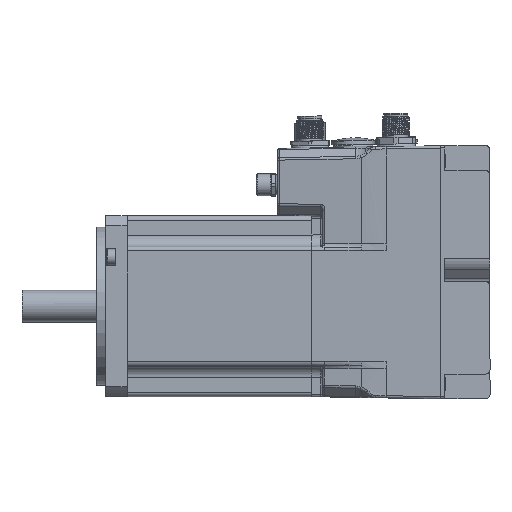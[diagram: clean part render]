
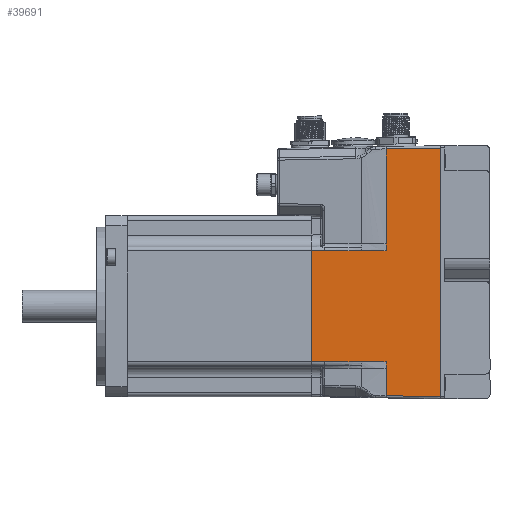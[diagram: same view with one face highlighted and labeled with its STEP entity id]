
A CAD part, left-side view. The second image highlights one B-rep face of the part: STEP entity #39691.
In plain terms, the highlighted planar face has unit normal (-1, 0.018, 0).
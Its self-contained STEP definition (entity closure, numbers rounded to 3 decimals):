
#2199=FACE_OUTER_BOUND('',#4420,.T.);
#4420=EDGE_LOOP('',(#26001,#26002,#26003,#26004,#26005,#26006,#26007,#26008,
#26009,#26010,#26011,#26012,#26013,#26014));
#6631=B_SPLINE_CURVE_WITH_KNOTS('',3,(#68008,#68009,#68010,#68011,#68012,
#68013),.UNSPECIFIED.,.F.,.F.,(4,2,4),(-43.006,-13.565,
-1.),.UNSPECIFIED.);
#9054=LINE('',#57607,#12001);
#9202=LINE('',#66836,#12149);
#9205=LINE('',#66845,#12152);
#9208=LINE('',#67221,#12155);
#9209=LINE('',#67445,#12156);
#9210=LINE('',#67969,#12157);
#9211=LINE('',#67971,#12158);
#9222=LINE('',#68015,#12169);
#9223=LINE('',#68017,#12170);
#9224=LINE('',#68019,#12171);
#9225=LINE('',#68021,#12172);
#9226=LINE('',#68022,#12173);
#9227=LINE('',#68023,#12174);
#12001=VECTOR('',#46258,10.);
#12149=VECTOR('',#46890,10.);
#12152=VECTOR('',#46901,10.);
#12155=VECTOR('',#46912,10.);
#12156=VECTOR('',#46913,10.);
#12157=VECTOR('',#46914,10.);
#12158=VECTOR('',#46915,10.);
#12169=VECTOR('',#46960,10.);
#12170=VECTOR('',#46961,10.);
#12171=VECTOR('',#46962,10.);
#12172=VECTOR('',#46963,10.);
#12173=VECTOR('',#46964,10.);
#12174=VECTOR('',#46965,10.);
#15177=VERTEX_POINT('',#57603);
#15179=VERTEX_POINT('',#57606);
#15371=VERTEX_POINT('',#66729);
#15381=VERTEX_POINT('',#66835);
#15383=VERTEX_POINT('',#66843);
#15392=VERTEX_POINT('',#67176);
#15393=VERTEX_POINT('',#67220);
#15396=VERTEX_POINT('',#67444);
#15398=VERTEX_POINT('',#67968);
#15399=VERTEX_POINT('',#67970);
#15409=VERTEX_POINT('',#68014);
#15410=VERTEX_POINT('',#68016);
#15411=VERTEX_POINT('',#68018);
#15412=VERTEX_POINT('',#68020);
#19139=EDGE_CURVE('',#15179,#15177,#9054,.F.);
#19495=EDGE_CURVE('',#15381,#15371,#9202,.T.);
#19500=EDGE_CURVE('',#15177,#15383,#9205,.T.);
#19510=EDGE_CURVE('',#15392,#15393,#9208,.T.);
#19514=EDGE_CURVE('',#15393,#15396,#9209,.T.);
#19519=EDGE_CURVE('',#15396,#15398,#9210,.T.);
#19520=EDGE_CURVE('',#15398,#15399,#9211,.T.);
#19540=EDGE_CURVE('',#15399,#15383,#6631,.T.);
#19541=EDGE_CURVE('',#15392,#15409,#9222,.T.);
#19542=EDGE_CURVE('',#15409,#15410,#9223,.T.);
#19543=EDGE_CURVE('',#15410,#15411,#9224,.T.);
#19544=EDGE_CURVE('',#15411,#15412,#9225,.T.);
#19545=EDGE_CURVE('',#15412,#15381,#9226,.T.);
#19546=EDGE_CURVE('',#15371,#15179,#9227,.T.);
#26001=ORIENTED_EDGE('',*,*,#19139,.T.);
#26002=ORIENTED_EDGE('',*,*,#19500,.T.);
#26003=ORIENTED_EDGE('',*,*,#19540,.F.);
#26004=ORIENTED_EDGE('',*,*,#19520,.F.);
#26005=ORIENTED_EDGE('',*,*,#19519,.F.);
#26006=ORIENTED_EDGE('',*,*,#19514,.F.);
#26007=ORIENTED_EDGE('',*,*,#19510,.F.);
#26008=ORIENTED_EDGE('',*,*,#19541,.T.);
#26009=ORIENTED_EDGE('',*,*,#19542,.T.);
#26010=ORIENTED_EDGE('',*,*,#19543,.T.);
#26011=ORIENTED_EDGE('',*,*,#19544,.T.);
#26012=ORIENTED_EDGE('',*,*,#19545,.T.);
#26013=ORIENTED_EDGE('',*,*,#19495,.T.);
#26014=ORIENTED_EDGE('',*,*,#19546,.T.);
#36375=PLANE('',#42163);
#39691=ADVANCED_FACE('',(#2199),#36375,.T.);
#42163=AXIS2_PLACEMENT_3D('',#68007,#46958,#46959);
#46258=DIRECTION('',(0.,0.,-1.));
#46890=DIRECTION('',(0.,0.,-1.));
#46901=DIRECTION('',(0.017,1.,-0.017));
#46912=DIRECTION('',(-0.017,-1.,0.));
#46913=DIRECTION('',(-0.017,-1.,0.));
#46914=DIRECTION('',(-0.017,-1.,0.));
#46915=DIRECTION('',(0.,0.,1.));
#46958=DIRECTION('center_axis',(-1.,0.017,0.));
#46959=DIRECTION('ref_axis',(0.,0.,
1.));
#46960=DIRECTION('',(0.,0.,-1.));
#46961=DIRECTION('',(-0.017,-1.,0.));
#46962=DIRECTION('',(-0.017,-1.,0.));
#46963=DIRECTION('',(-0.017,-1.,0.));
#46964=DIRECTION('',(0.,0.,-1.));
#46965=DIRECTION('',(-0.017,-1.,-0.017));
#57603=CARTESIAN_POINT('',(-40.995,-57.,69.995));
#57606=CARTESIAN_POINT('',(-40.995,-57.,-39.996));
#57607=CARTESIAN_POINT('',(-40.995,-57.,-46.185));
#66729=CARTESIAN_POINT('',(-40.576,-33.024,-39.577));
#66835=CARTESIAN_POINT('',(-40.576,-33.024,-27.57));
#66836=CARTESIAN_POINT('',(-40.576,-33.024,-27.57));
#66843=CARTESIAN_POINT('',(-40.576,-33.024,69.577));
#66845=CARTESIAN_POINT('',(-40.89,-51.,69.89));
#67176=CARTESIAN_POINT('',(-40.,0.,24.505));
#67220=CARTESIAN_POINT('',(-40.103,-5.906,24.505));
#67221=CARTESIAN_POINT('',(-40.,0.001,24.505));
#67444=CARTESIAN_POINT('',(-40.384,-22.,24.505));
#67445=CARTESIAN_POINT('',(-40.103,-5.906,24.505));
#67968=CARTESIAN_POINT('',(-40.576,-33.024,24.505));
#67969=CARTESIAN_POINT('',(-40.384,-22.,24.505));
#67970=CARTESIAN_POINT('',(-40.576,-33.024,27.57));
#67971=CARTESIAN_POINT('',(-40.576,-33.024,24.505));
#68007=CARTESIAN_POINT('Origin',(-39.651,20.,-41.25));
#68008=CARTESIAN_POINT('Ctrl Pts',(-40.576,-33.024,
27.57));
#68009=CARTESIAN_POINT('Ctrl Pts',(-40.576,-33.024,
37.384));
#68010=CARTESIAN_POINT('Ctrl Pts',(-40.576,-33.024,
47.198));
#68011=CARTESIAN_POINT('Ctrl Pts',(-40.576,-33.024,61.2));
#68012=CARTESIAN_POINT('Ctrl Pts',(-40.576,-33.024,
65.388));
#68013=CARTESIAN_POINT('Ctrl Pts',(-40.576,-33.024,
69.577));
#68014=CARTESIAN_POINT('',(-40.,0.,-24.505));
#68015=CARTESIAN_POINT('',(-40.,0.,-46.997));
#68016=CARTESIAN_POINT('',(-40.103,-5.906,-24.505));
#68017=CARTESIAN_POINT('',(-40.,0.001,-24.505));
#68018=CARTESIAN_POINT('',(-40.384,-22.,-24.505));
#68019=CARTESIAN_POINT('',(-40.103,-5.906,-24.505));
#68020=CARTESIAN_POINT('',(-40.576,-33.024,-24.505));
#68021=CARTESIAN_POINT('',(-40.384,-22.,-24.505));
#68022=CARTESIAN_POINT('',(-40.576,-33.024,-24.505));
#68023=CARTESIAN_POINT('',(-40.576,-33.024,-39.577));
